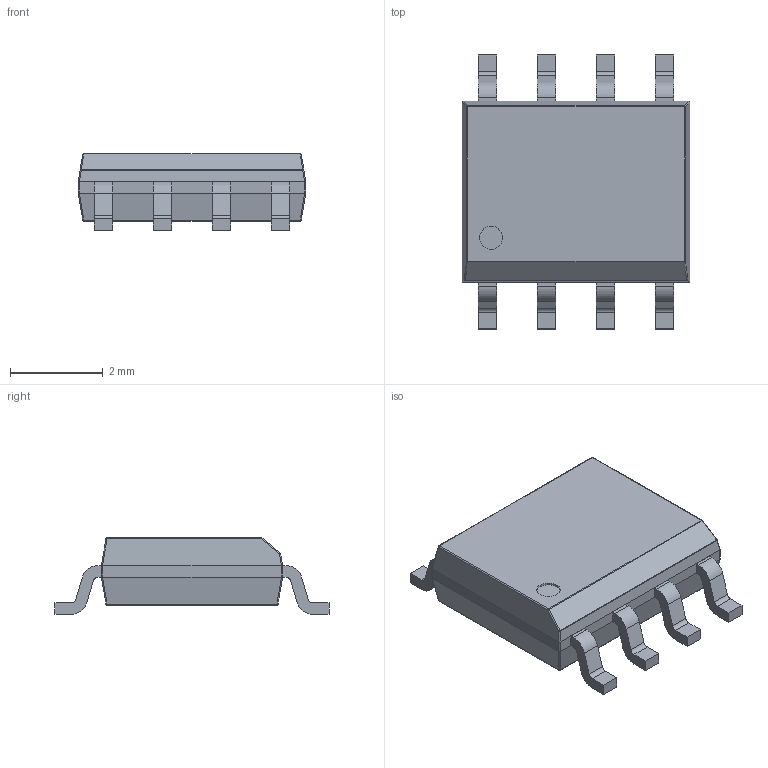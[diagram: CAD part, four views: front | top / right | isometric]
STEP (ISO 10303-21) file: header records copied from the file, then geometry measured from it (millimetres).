
FILE_DESCRIPTION(/* description */ (''),/* implementation_level */ '2;1');
FILE_NAME(/* name */ 'sop127p-6mm-8 v2.step',/* time_stamp */ '2017-08-23T12:34:17-04:00',/* author */ (''),/* organization */ (''),/* preprocessor_version */ 'ST-DEVELOPER v16.13',/* originating_system */ 'Autodesk Translation Framework v6.1.1.50',/* authorisation */ '');
FILE_SCHEMA (('AUTOMOTIVE_DESIGN { 1 0 10303 214 3 1 1 }'));
Length unit declared in the file: millimetre
Products named in the file (4): sop127p-6mm-8 v2; icbody; Component5; Component5(Mirror)
Assembly tree (9 placements, depth 2):
  sop127p-6mm-8 v2
    icbody
    Component5  x4
    Component5(Mirror)  x4
Bounding box: 4.9 x 5.9 x 1.65 mm (x, y, z)
Volume: 27.6 mm3; surface area: 76.2 mm2
Topology: 9 solids, 9 shells, 162 faces, 399 edges, 256 vertices
Faces by surface type: plane 96, cylinder 56, sphere 10
Full cylindrical faces by diameter (mm): 0.5 x1
Entity records: 2360 total; most frequent: DIRECTION 436, CARTESIAN_POINT 385, ORIENTED_EDGE 364, EDGE_CURVE 182, AXIS2_PLACEMENT_3D 163, VERTEX_POINT 112, LINE 110, VECTOR 110
